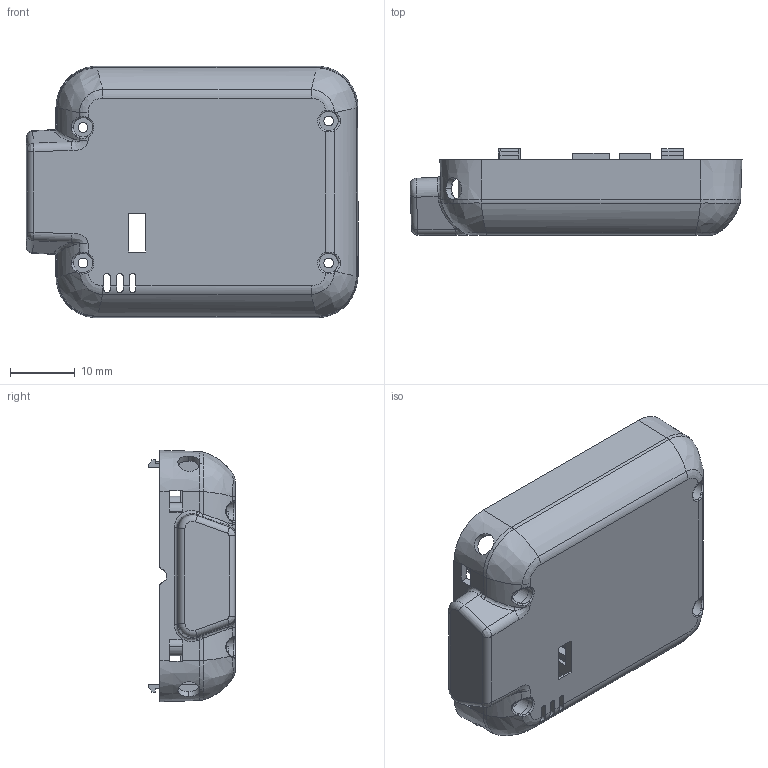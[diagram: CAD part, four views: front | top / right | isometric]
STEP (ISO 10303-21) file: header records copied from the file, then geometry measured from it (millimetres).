
FILE_DESCRIPTION((''),'2;1');
FILE_NAME('K254','2024-08-27T',('Administrator'),(''),'PRO/ENGINEER BY PARAMETRIC TECHNOLOGY CORPORATION, 2005030','PRO/ENGINEER BY PARAMETRIC TECHNOLOGY CORPORATION, 2005030','');
FILE_SCHEMA(('CONFIG_CONTROL_DESIGN','SHAPE_APPEARANCE_LAYERS_GROUPS'));
Length unit declared in the file: millimetre
Products named in the file (1): K254
Bounding box: 51.44 x 13.4 x 39.01 mm (x, y, z)
Volume: 4323.3 mm3; surface area: 8667.1 mm2
Topology: 1 solids, 1 shells, 441 faces, 1361 edges, 904 vertices
Faces by surface type: plane 241, cylinder 107, bspline 73, torus 10, cone 10
Entity records: 24882 total; most frequent: CARTESIAN_POINT 9290, ORIENTED_EDGE 2722, DIRECTION 1944, PRESENTATION_STYLE_ASSIGNMENT 1362, STYLED_ITEM 1362, CURVE_STYLE 1361, EDGE_CURVE 1361, VERTEX_POINT 904
